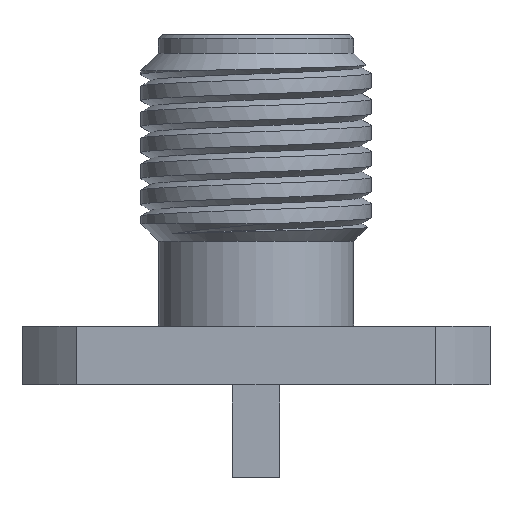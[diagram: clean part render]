
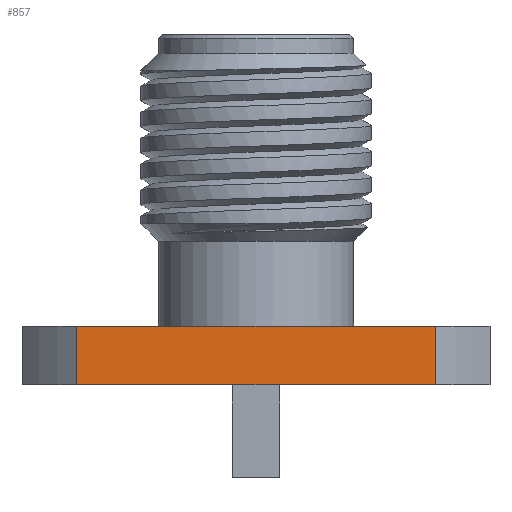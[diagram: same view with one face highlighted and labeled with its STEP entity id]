
A CAD part, front view. The second image highlights one B-rep face of the part: STEP entity #857.
In plain terms, the highlighted planar face has unit normal (0, -1, 0).
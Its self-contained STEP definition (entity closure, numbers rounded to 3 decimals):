
#236 = EDGE_LOOP ( 'NONE', ( #1354, #1673, #3201, #651 ) ) ;
#265 = LINE ( 'NONE', #1512, #2578 ) ;
#307 = DIRECTION ( 'NONE',  ( 0., -1., 0. ) ) ;
#569 = DIRECTION ( 'NONE',  ( 0., 0., -1. ) ) ;
#579 = CARTESIAN_POINT ( 'NONE',  ( 4.866, -6.35, -9.5 ) ) ;
#651 = ORIENTED_EDGE ( 'NONE', *, *, #3261, .F. ) ;
#751 = CARTESIAN_POINT ( 'NONE',  ( -4.866, -6.35, 0. ) ) ;
#782 = DIRECTION ( 'NONE',  ( 0., 0., 1. ) ) ;
#813 = VERTEX_POINT ( 'NONE', #1856 ) ;
#857 = ADVANCED_FACE ( 'NONE', ( #1316 ), #1600, .T. ) ;
#1050 = DIRECTION ( 'NONE',  ( -1., 0., 0. ) ) ;
#1197 = CARTESIAN_POINT ( 'NONE',  ( 4.866, -6.35, -7.9 ) ) ;
#1261 = DIRECTION ( 'NONE',  ( 0., 0., -1. ) ) ;
#1299 = VECTOR ( 'NONE', #1050, 1000. ) ;
#1306 = DIRECTION ( 'NONE',  ( -1., 0., 0. ) ) ;
#1312 = LINE ( 'NONE', #1581, #1299 ) ;
#1316 = FACE_OUTER_BOUND ( 'NONE', #236, .T. ) ;
#1354 = ORIENTED_EDGE ( 'NONE', *, *, #2920, .T. ) ;
#1512 = CARTESIAN_POINT ( 'NONE',  ( 6.35, -6.35, -9.5 ) ) ;
#1544 = VERTEX_POINT ( 'NONE', #2645 ) ;
#1581 = CARTESIAN_POINT ( 'NONE',  ( 0., -6.35, -7.9 ) ) ;
#1600 = PLANE ( 'NONE',  #1927 ) ;
#1660 = VECTOR ( 'NONE', #782, 1000. ) ;
#1673 = ORIENTED_EDGE ( 'NONE', *, *, #3056, .T. ) ;
#1682 = EDGE_CURVE ( 'NONE', #813, #1544, #1756, .T. ) ;
#1756 = LINE ( 'NONE', #751, #2790 ) ;
#1856 = CARTESIAN_POINT ( 'NONE',  ( -4.866, -6.35, -7.9 ) ) ;
#1927 = AXIS2_PLACEMENT_3D ( 'NONE', #3085, #307, #569 ) ;
#2578 = VECTOR ( 'NONE', #1306, 1000. ) ;
#2591 = CARTESIAN_POINT ( 'NONE',  ( 4.866, -6.35, 0. ) ) ;
#2645 = CARTESIAN_POINT ( 'NONE',  ( -4.866, -6.35, -9.5 ) ) ;
#2718 = VERTEX_POINT ( 'NONE', #1197 ) ;
#2790 = VECTOR ( 'NONE', #1261, 1000. ) ;
#2878 = LINE ( 'NONE', #2591, #1660 ) ;
#2920 = EDGE_CURVE ( 'NONE', #2925, #2718, #2878, .T. ) ;
#2925 = VERTEX_POINT ( 'NONE', #579 ) ;
#3056 = EDGE_CURVE ( 'NONE', #2718, #813, #1312, .T. ) ;
#3085 = CARTESIAN_POINT ( 'NONE',  ( 6.35, -6.35, 0.5 ) ) ;
#3201 = ORIENTED_EDGE ( 'NONE', *, *, #1682, .T. ) ;
#3261 = EDGE_CURVE ( 'NONE', #2925, #1544, #265, .T. ) ;
